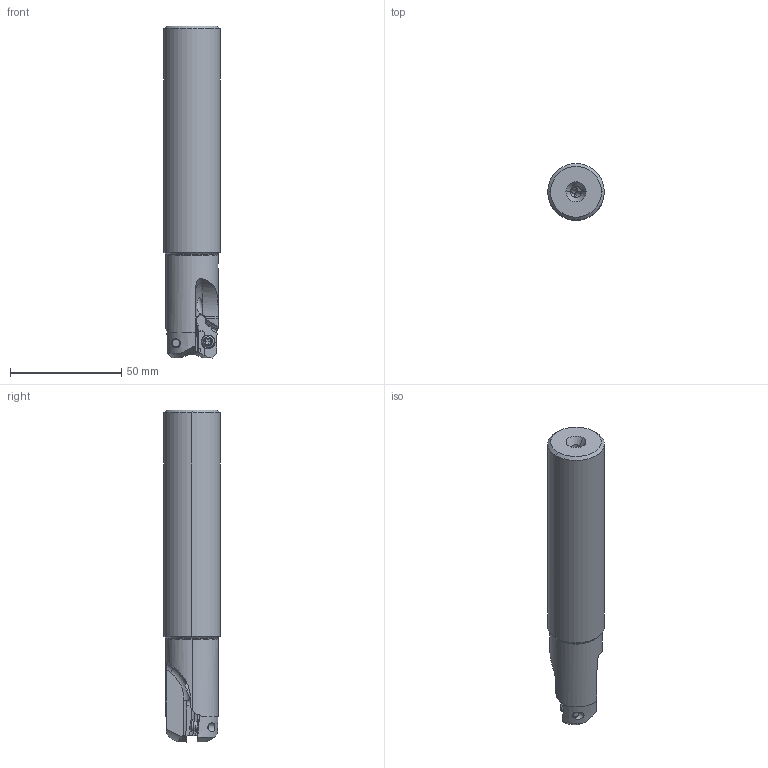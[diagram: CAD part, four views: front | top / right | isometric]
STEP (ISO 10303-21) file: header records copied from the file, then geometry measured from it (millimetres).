
FILE_DESCRIPTION(/* description */ (''),/* implementation_level */ '2;1');
FILE_NAME(/* name */ 'BXD4000R162SA16SB.stp',/* time_stamp */ '2021-09-08T11:40:23+09:00',/* author */ (''),/* organization */ (''),/* preprocessor_version */ 'ST-DEVELOPER v16',/* originating_system */ 'SIEMENS PLM Software NX 10.0',/* authorisation */ '');
FILE_SCHEMA (('AUTOMOTIVE_DESIGN { 1 0 10303 214 3 1 1 1 }'));
Length unit declared in the file: millimetre
Products named in the file (1): BXD4000R162SA16SB_ASM
Bounding box: 25.4 x 25.4 x 149.02 mm (x, y, z)
Volume: 63056.1 mm3; surface area: 14920.5 mm2
Topology: 3 solids, 3 shells, 196 faces, 600 edges, 418 vertices
Faces by surface type: cylinder 86, plane 52, cone 44, torus 10, sphere 4
Entity records: 8851 total; most frequent: CARTESIAN_POINT 3381, ORIENTED_EDGE 1188, DIRECTION 1075, EDGE_CURVE 594, AXIS2_PLACEMENT_3D 437, VERTEX_POINT 403, CIRCLE 211, EDGE_LOOP 203
